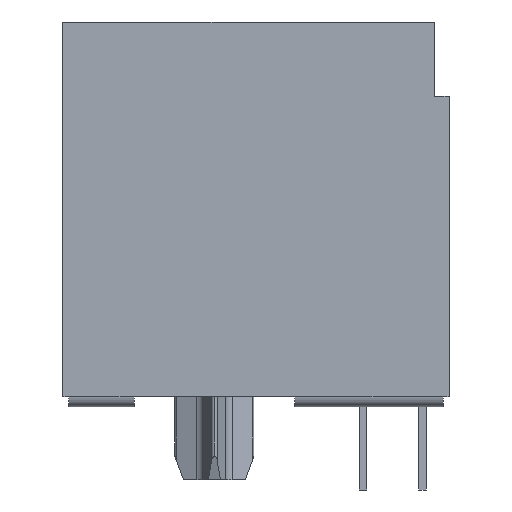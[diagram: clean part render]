
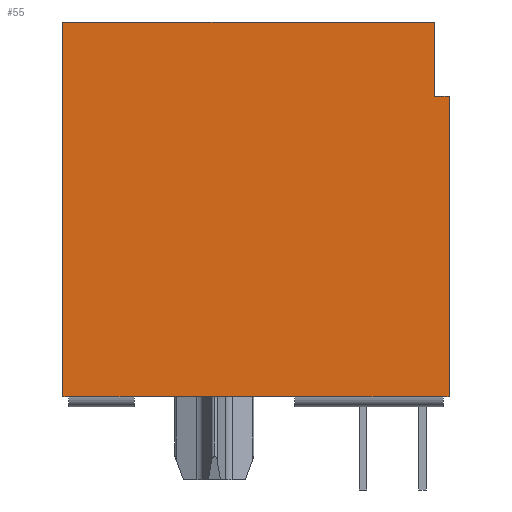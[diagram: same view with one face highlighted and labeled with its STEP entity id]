
A CAD part, left-side view. The second image highlights one B-rep face of the part: STEP entity #55.
In plain terms, the highlighted planar face has unit normal (-1, 0, 0).
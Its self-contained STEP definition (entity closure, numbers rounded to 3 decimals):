
#55=ADVANCED_FACE('',(#280),#281,.F.);
#280=FACE_OUTER_BOUND('',#742,.T.);
#281=PLANE('',#743);
#742=EDGE_LOOP('',(#1251,#1252,#1253,#1254,#1255,#1256,#1257,#1258,#1259,#1260));
#743=AXIS2_PLACEMENT_3D('',#1261,#1262,#1263);
#1251=ORIENTED_EDGE('',*,*,#3039,.F.);
#1252=ORIENTED_EDGE('',*,*,#3040,.F.);
#1253=ORIENTED_EDGE('',*,*,#3041,.F.);
#1254=ORIENTED_EDGE('',*,*,#3042,.F.);
#1255=ORIENTED_EDGE('',*,*,#3043,.F.);
#1256=ORIENTED_EDGE('',*,*,#3044,.F.);
#1257=ORIENTED_EDGE('',*,*,#3045,.F.);
#1258=ORIENTED_EDGE('',*,*,#3046,.T.);
#1259=ORIENTED_EDGE('',*,*,#3047,.F.);
#1260=ORIENTED_EDGE('',*,*,#3048,.F.);
#1261=CARTESIAN_POINT('',(-7.747,0.0,0.0));
#1262=DIRECTION('',(1.0,0.0,0.0));
#1263=DIRECTION('',(0.0,1.0,-0.0));
#3039=EDGE_CURVE('',#3656,#3657,#3658,.T.);
#3040=EDGE_CURVE('',#3659,#3656,#3660,.T.);
#3041=EDGE_CURVE('',#3661,#3659,#3662,.T.);
#3042=EDGE_CURVE('',#3663,#3661,#3664,.T.);
#3043=EDGE_CURVE('',#3665,#3663,#3666,.T.);
#3044=EDGE_CURVE('',#3667,#3665,#3668,.T.);
#3045=EDGE_CURVE('',#3669,#3667,#3670,.T.);
#3046=EDGE_CURVE('',#3669,#3671,#3672,.T.);
#3047=EDGE_CURVE('',#3673,#3671,#3674,.T.);
#3048=EDGE_CURVE('',#3657,#3673,#3675,.T.);
#3656=VERTEX_POINT('',#4679);
#3657=VERTEX_POINT('',#4680);
#3658=LINE('',#4681,#4682);
#3659=VERTEX_POINT('',#4683);
#3660=LINE('',#4684,#4685);
#3661=VERTEX_POINT('',#4686);
#3662=LINE('',#4687,#4688);
#3663=VERTEX_POINT('',#4689);
#3664=LINE('',#4690,#4691);
#3665=VERTEX_POINT('',#4692);
#3666=LINE('',#4693,#4694);
#3667=VERTEX_POINT('',#4695);
#3668=LINE('',#4696,#4697);
#3669=VERTEX_POINT('',#4698);
#3670=LINE('',#4699,#4700);
#3671=VERTEX_POINT('',#4701);
#3672=LINE('',#4702,#4703);
#3673=VERTEX_POINT('',#4704);
#3674=LINE('',#4705,#4706);
#3675=LINE('',#4707,#4708);
#4679=CARTESIAN_POINT('',(-7.747,-8.255,-16.002));
#4680=CARTESIAN_POINT('',(-7.747,-8.001,-16.002));
#4681=CARTESIAN_POINT('',(-7.747,-8.255,-16.002));
#4682=VECTOR('',#6251,0.254);
#4683=CARTESIAN_POINT('',(-7.747,-8.255,-3.175));
#4684=CARTESIAN_POINT('',(-7.747,-8.255,-3.175));
#4685=VECTOR('',#6252,12.827);
#4686=CARTESIAN_POINT('',(-7.747,-7.62,-3.175));
#4687=CARTESIAN_POINT('',(-7.747,-7.62,-3.175));
#4688=VECTOR('',#6253,0.635);
#4689=CARTESIAN_POINT('',(-7.747,-7.62,0.0));
#4690=CARTESIAN_POINT('',(-7.747,-7.62,0.0));
#4691=VECTOR('',#6254,3.175);
#4692=CARTESIAN_POINT('',(-7.747,8.255,0.0));
#4693=CARTESIAN_POINT('',(-7.747,8.255,0.0));
#4694=VECTOR('',#6255,15.875);
#4695=CARTESIAN_POINT('',(-7.747,8.255,-16.002));
#4696=CARTESIAN_POINT('',(-7.747,8.255,-16.002));
#4697=VECTOR('',#6256,16.002);
#4698=CARTESIAN_POINT('',(-7.747,8.001,-16.002));
#4699=CARTESIAN_POINT('',(-7.747,8.001,-16.002));
#4700=VECTOR('',#6257,0.254);
#4701=CARTESIAN_POINT('',(-7.747,5.207,-16.002));
#4702=CARTESIAN_POINT('',(-7.747,8.001,-16.002));
#4703=VECTOR('',#6258,2.794);
#4704=CARTESIAN_POINT('',(-7.747,-1.651,-16.002));
#4705=CARTESIAN_POINT('',(-7.747,-1.651,-16.002));
#4706=VECTOR('',#6259,6.858);
#4707=CARTESIAN_POINT('',(-7.747,-8.001,-16.002));
#4708=VECTOR('',#6260,6.35);
#6251=DIRECTION('',(0.0,1.0,0.0));
#6252=DIRECTION('',(0.0,0.0,-1.0));
#6253=DIRECTION('',(0.0,-1.0,0.0));
#6254=DIRECTION('',(0.0,0.0,-1.0));
#6255=DIRECTION('',(0.0,-1.0,0.0));
#6256=DIRECTION('',(0.0,0.0,1.0));
#6257=DIRECTION('',(0.0,1.0,0.0));
#6258=DIRECTION('',(0.0,-1.0,0.0));
#6259=DIRECTION('',(0.0,1.0,0.0));
#6260=DIRECTION('',(0.0,1.0,0.0));
